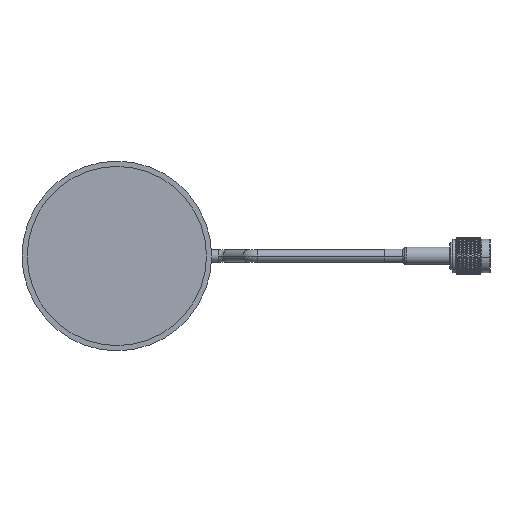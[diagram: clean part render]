
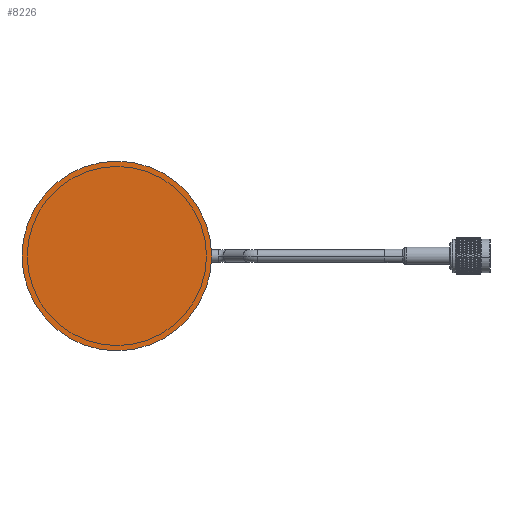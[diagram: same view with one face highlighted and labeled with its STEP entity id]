
A CAD part, front view. The second image highlights one B-rep face of the part: STEP entity #8226.
In plain terms, the highlighted planar face has unit normal (0, -1, 0).
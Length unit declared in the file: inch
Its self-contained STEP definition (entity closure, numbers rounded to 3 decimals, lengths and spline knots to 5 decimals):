
#2634 = AXIS2_PLACEMENT_3D ( 'NONE', #126536, #76442, #56683 ) ;
#8226 = ADVANCED_FACE ( 'NONE', ( #125190 ), #86290, .F. ) ;
#10616 = CARTESIAN_POINT ( 'NONE',  ( 0., -0.00984, 0. ) ) ;
#11242 = CIRCLE ( 'NONE', #114135, 1.49606 ) ;
#21933 = VERTEX_POINT ( 'NONE', #26519 ) ;
#24906 = EDGE_CURVE ( 'NONE', #52950, #21933, #11242, .T. ) ;
#26519 = CARTESIAN_POINT ( 'NONE',  ( 0., -0.00984, 1.49606 ) ) ;
#43638 = DIRECTION ( 'NONE',  ( 0., 1., 0. ) ) ;
#48057 = DIRECTION ( 'NONE',  ( 0., 0., -1. ) ) ;
#52950 = VERTEX_POINT ( 'NONE', #99936 ) ;
#56683 = DIRECTION ( 'NONE',  ( 0., 0., 1. ) ) ;
#59613 = ORIENTED_EDGE ( 'NONE', *, *, #24906, .F. ) ;
#73541 = AXIS2_PLACEMENT_3D ( 'NONE', #75870, #43638, #116047 ) ;
#75870 = CARTESIAN_POINT ( 'NONE',  ( 0., -0.00984, 0. ) ) ;
#76016 = EDGE_LOOP ( 'NONE', ( #59613, #116798 ) ) ;
#76442 = DIRECTION ( 'NONE',  ( 0., 1., 0. ) ) ;
#86290 = PLANE ( 'NONE',  #2634 ) ;
#94567 = CIRCLE ( 'NONE', #73541, 1.49606 ) ;
#96637 = EDGE_CURVE ( 'NONE', #21933, #52950, #94567, .T. ) ;
#99936 = CARTESIAN_POINT ( 'NONE',  ( 0., -0.00984, -1.49606 ) ) ;
#114135 = AXIS2_PLACEMENT_3D ( 'NONE', #10616, #117891, #48057 ) ;
#116047 = DIRECTION ( 'NONE',  ( 0., 0., -1. ) ) ;
#116798 = ORIENTED_EDGE ( 'NONE', *, *, #96637, .F. ) ;
#117891 = DIRECTION ( 'NONE',  ( 0., 1., 0. ) ) ;
#125190 = FACE_OUTER_BOUND ( 'NONE', #76016, .T. ) ;
#126536 = CARTESIAN_POINT ( 'NONE',  ( 0., -0.00984, 0. ) ) ;
